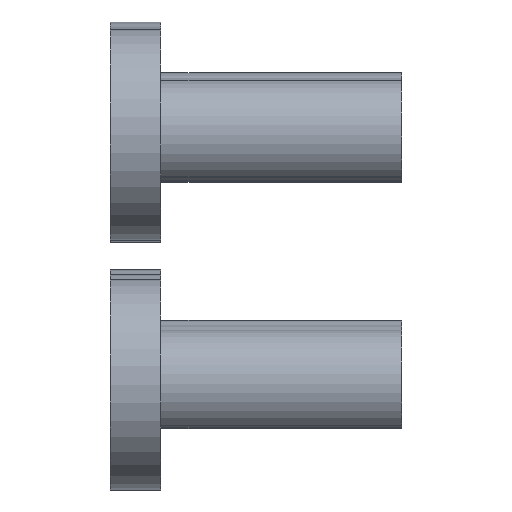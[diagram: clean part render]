
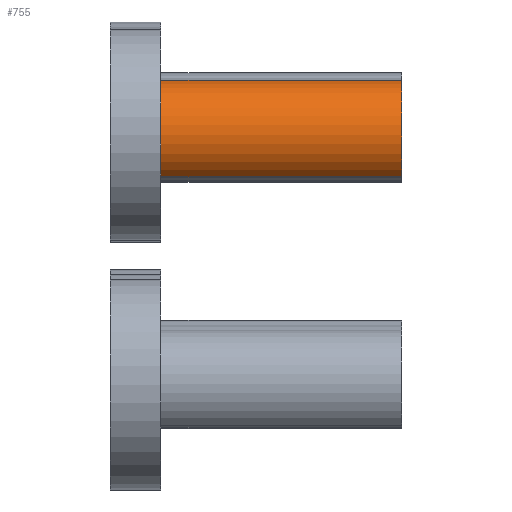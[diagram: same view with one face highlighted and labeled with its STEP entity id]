
A CAD part, left-side view. The second image highlights one B-rep face of the part: STEP entity #755.
In plain terms, the highlighted cylindrical face has radius 2.15 mm (diameter 4.3 mm), a partial arc.
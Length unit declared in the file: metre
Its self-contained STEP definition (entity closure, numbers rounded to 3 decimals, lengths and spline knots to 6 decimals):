
#48=LINE('',#1360,#78);
#49=LINE('',#1364,#79);
#78=VECTOR('',#1081,1.);
#79=VECTOR('',#1084,1.);
#154=ORIENTED_EDGE('',*,*,#337,.T.);
#155=ORIENTED_EDGE('',*,*,#340,.T.);
#156=ORIENTED_EDGE('',*,*,#341,.F.);
#157=ORIENTED_EDGE('',*,*,#342,.T.);
#337=EDGE_CURVE('',#436,#437,#509,.T.);
#340=EDGE_CURVE('',#437,#438,#48,.F.);
#341=EDGE_CURVE('',#439,#438,#512,.T.);
#342=EDGE_CURVE('',#439,#436,#49,.T.);
#436=VERTEX_POINT('',#1354);
#437=VERTEX_POINT('',#1355);
#438=VERTEX_POINT('',#1361);
#439=VERTEX_POINT('',#1363);
#509=CIRCLE('',#898,0.00215);
#512=CIRCLE('',#903,0.00215);
#585=EDGE_LOOP('',(#154,#155,#156,#157));
#657=FACE_BOUND('',#585,.T.);
#717=CYLINDRICAL_SURFACE('',#902,0.00215);
#755=ADVANCED_FACE('',(#657),#717,.T.);
#898=AXIS2_PLACEMENT_3D('',#1353,#1071,#1072);
#902=AXIS2_PLACEMENT_3D('',#1359,#1079,#1080);
#903=AXIS2_PLACEMENT_3D('',#1362,#1082,#1083);
#1071=DIRECTION('',(0.,-1.,0.));
#1072=DIRECTION('',(1.,0.,0.));
#1079=DIRECTION('',(0.,1.,0.));
#1080=DIRECTION('',(-1.,0.,0.));
#1081=DIRECTION('',(0.,1.,0.));
#1082=DIRECTION('',(0.,-1.,0.));
#1083=DIRECTION('',(1.,0.,0.));
#1084=DIRECTION('',(0.,1.,0.));
#1353=CARTESIAN_POINT('',(0.,-0.002,0.));
#1354=CARTESIAN_POINT('',(0.001378,-0.002,-0.00165));
#1355=CARTESIAN_POINT('',(-0.001378,-0.002,-0.00165));
#1359=CARTESIAN_POINT('',(0.,-0.0115,0.));
#1360=CARTESIAN_POINT('',(-0.001378,-0.0115,-0.00165));
#1361=CARTESIAN_POINT('',(-0.001378,-0.0115,-0.00165));
#1362=CARTESIAN_POINT('',(0.,-0.0115,0.));
#1363=CARTESIAN_POINT('',(0.001378,-0.0115,-0.00165));
#1364=CARTESIAN_POINT('',(0.001378,-0.0115,-0.00165));
